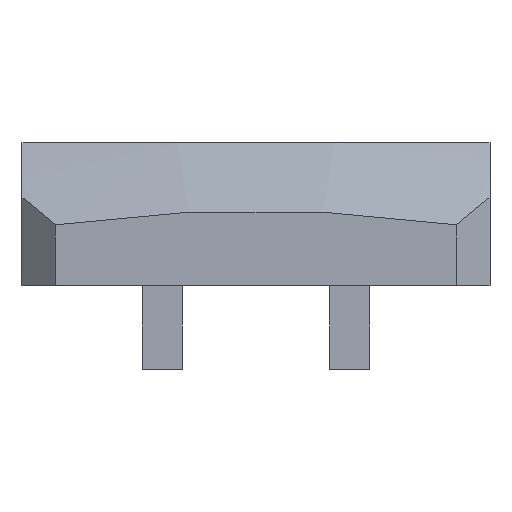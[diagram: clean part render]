
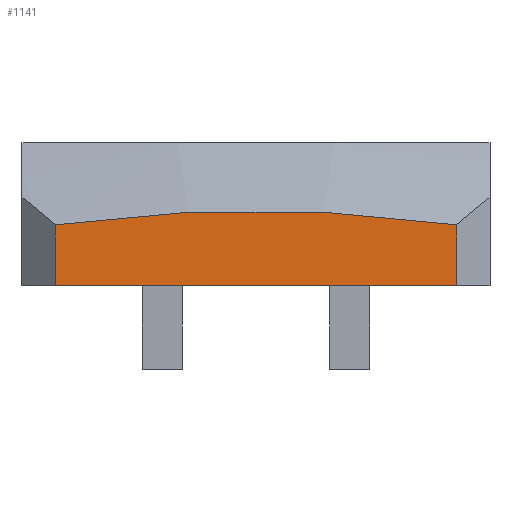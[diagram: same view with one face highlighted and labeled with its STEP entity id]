
A CAD part, front view. The second image highlights one B-rep face of the part: STEP entity #1141.
In plain terms, the highlighted planar face has unit normal (0, -1, 0).
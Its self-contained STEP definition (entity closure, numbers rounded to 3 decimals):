
#143 = SPHERICAL_SURFACE('',#144,60.);
#144 = AXIS2_PLACEMENT_3D('',#145,#146,#147);
#145 = CARTESIAN_POINT('',(32.5,22.176,-40.426));
#146 = DIRECTION('',(0.,0.,1.));
#147 = DIRECTION('',(1.,0.,0.));
#176 = PLANE('',#177);
#177 = AXIS2_PLACEMENT_3D('',#178,#179,#180);
#178 = CARTESIAN_POINT('',(26.,-19.5,0.));
#179 = DIRECTION('',(-0.707,-0.707,0.));
#180 = DIRECTION('',(-0.,-0.,-1.));
#204 = PLANE('',#205);
#205 = AXIS2_PLACEMENT_3D('',#206,#207,#208);
#206 = CARTESIAN_POINT('',(25.5,-20.,0.));
#207 = DIRECTION('',(0.,0.,1.));
#208 = DIRECTION('',(1.,0.,0.));
#487 = VERTEX_POINT('',#488);
#488 = CARTESIAN_POINT('',(26.5,-20.,0.));
#509 = EDGE_CURVE('',#487,#510,#512,.T.);
#510 = VERTEX_POINT('',#511);
#511 = CARTESIAN_POINT('',(38.5,-20.,0.));
#512 = SURFACE_CURVE('',#513,(#517,#524),.PCURVE_S1.);
#513 = LINE('',#514,#515);
#514 = CARTESIAN_POINT('',(25.5,-20.,0.));
#515 = VECTOR('',#516,1.);
#516 = DIRECTION('',(1.,0.,0.));
#517 = PCURVE('',#204,#518);
#518 = DEFINITIONAL_REPRESENTATION('',(#519),#523);
#519 = LINE('',#520,#521);
#520 = CARTESIAN_POINT('',(0.,0.));
#521 = VECTOR('',#522,1.);
#522 = DIRECTION('',(1.,0.));
#523 = ( GEOMETRIC_REPRESENTATION_CONTEXT(2) 
PARAMETRIC_REPRESENTATION_CONTEXT() REPRESENTATION_CONTEXT('2D SPACE',''
  ) );
#524 = PCURVE('',#525,#530);
#525 = PLANE('',#526);
#526 = AXIS2_PLACEMENT_3D('',#527,#528,#529);
#527 = CARTESIAN_POINT('',(25.5,-20.,0.));
#528 = DIRECTION('',(0.,1.,0.));
#529 = DIRECTION('',(0.,0.,1.));
#530 = DEFINITIONAL_REPRESENTATION('',(#531),#535);
#531 = LINE('',#532,#533);
#532 = CARTESIAN_POINT('',(0.,0.));
#533 = VECTOR('',#534,1.);
#534 = DIRECTION('',(0.,1.));
#535 = ( GEOMETRIC_REPRESENTATION_CONTEXT(2) 
PARAMETRIC_REPRESENTATION_CONTEXT() REPRESENTATION_CONTEXT('2D SPACE',''
  ) );
#553 = PLANE('',#554);
#554 = AXIS2_PLACEMENT_3D('',#555,#556,#557);
#555 = CARTESIAN_POINT('',(39.,-19.5,0.));
#556 = DIRECTION('',(-0.707,0.707,0.));
#557 = DIRECTION('',(-0.,-0.,-1.));
#865 = VERTEX_POINT('',#866);
#866 = CARTESIAN_POINT('',(26.5,-20.,1.825));
#895 = EDGE_CURVE('',#487,#865,#896,.T.);
#896 = SURFACE_CURVE('',#897,(#901,#908),.PCURVE_S1.);
#897 = LINE('',#898,#899);
#898 = CARTESIAN_POINT('',(26.5,-20.,0.));
#899 = VECTOR('',#900,1.);
#900 = DIRECTION('',(0.,0.,1.));
#901 = PCURVE('',#176,#902);
#902 = DEFINITIONAL_REPRESENTATION('',(#903),#907);
#903 = LINE('',#904,#905);
#904 = CARTESIAN_POINT('',(-0.,0.707));
#905 = VECTOR('',#906,1.);
#906 = DIRECTION('',(-1.,0.));
#907 = ( GEOMETRIC_REPRESENTATION_CONTEXT(2) 
PARAMETRIC_REPRESENTATION_CONTEXT() REPRESENTATION_CONTEXT('2D SPACE',''
  ) );
#908 = PCURVE('',#525,#909);
#909 = DEFINITIONAL_REPRESENTATION('',(#910),#914);
#910 = LINE('',#911,#912);
#911 = CARTESIAN_POINT('',(0.,1.));
#912 = VECTOR('',#913,1.);
#913 = DIRECTION('',(1.,0.));
#914 = ( GEOMETRIC_REPRESENTATION_CONTEXT(2) 
PARAMETRIC_REPRESENTATION_CONTEXT() REPRESENTATION_CONTEXT('2D SPACE',''
  ) );
#945 = EDGE_CURVE('',#865,#946,#948,.T.);
#946 = VERTEX_POINT('',#947);
#947 = CARTESIAN_POINT('',(38.5,-20.,1.825));
#948 = SURFACE_CURVE('',#949,(#954,#966),.PCURVE_S1.);
#949 = CIRCLE('',#950,42.675);
#950 = AXIS2_PLACEMENT_3D('',#951,#952,#953);
#951 = CARTESIAN_POINT('',(32.5,-20.,-40.426));
#952 = DIRECTION('',(0.,1.,0.));
#953 = DIRECTION('',(0.,-0.,1.));
#954 = PCURVE('',#143,#955);
#955 = DEFINITIONAL_REPRESENTATION('',(#956),#965);
#956 = B_SPLINE_CURVE_WITH_KNOTS('',7,(#957,#958,#959,#960,#961,#962,
    #963,#964),.UNSPECIFIED.,.F.,.F.,(8,8),(6.142,
    6.424),.PIECEWISE_BEZIER_KNOTS.);
#957 = CARTESIAN_POINT('',(4.571,0.781));
#958 = CARTESIAN_POINT('',(4.611,0.787));
#959 = CARTESIAN_POINT('',(4.651,0.791));
#960 = CARTESIAN_POINT('',(4.692,0.793));
#961 = CARTESIAN_POINT('',(4.733,0.793));
#962 = CARTESIAN_POINT('',(4.774,0.791));
#963 = CARTESIAN_POINT('',(4.814,0.787));
#964 = CARTESIAN_POINT('',(4.854,0.781));
#965 = ( GEOMETRIC_REPRESENTATION_CONTEXT(2) 
PARAMETRIC_REPRESENTATION_CONTEXT() REPRESENTATION_CONTEXT('2D SPACE',''
  ) );
#966 = PCURVE('',#525,#967);
#967 = DEFINITIONAL_REPRESENTATION('',(#968),#972);
#968 = CIRCLE('',#969,42.675);
#969 = AXIS2_PLACEMENT_2D('',#970,#971);
#970 = CARTESIAN_POINT('',(-40.426,7.));
#971 = DIRECTION('',(1.,0.));
#972 = ( GEOMETRIC_REPRESENTATION_CONTEXT(2) 
PARAMETRIC_REPRESENTATION_CONTEXT() REPRESENTATION_CONTEXT('2D SPACE',''
  ) );
#1141 = ADVANCED_FACE('',(#1142),#525,.F.);
#1142 = FACE_BOUND('',#1143,.F.);
#1143 = EDGE_LOOP('',(#1144,#1145,#1146,#1147));
#1144 = ORIENTED_EDGE('',*,*,#509,.F.);
#1145 = ORIENTED_EDGE('',*,*,#895,.T.);
#1146 = ORIENTED_EDGE('',*,*,#945,.T.);
#1147 = ORIENTED_EDGE('',*,*,#1148,.F.);
#1148 = EDGE_CURVE('',#510,#946,#1149,.T.);
#1149 = SURFACE_CURVE('',#1150,(#1154,#1161),.PCURVE_S1.);
#1150 = LINE('',#1151,#1152);
#1151 = CARTESIAN_POINT('',(38.5,-20.,0.));
#1152 = VECTOR('',#1153,1.);
#1153 = DIRECTION('',(0.,0.,1.));
#1154 = PCURVE('',#525,#1155);
#1155 = DEFINITIONAL_REPRESENTATION('',(#1156),#1160);
#1156 = LINE('',#1157,#1158);
#1157 = CARTESIAN_POINT('',(0.,13.));
#1158 = VECTOR('',#1159,1.);
#1159 = DIRECTION('',(1.,0.));
#1160 = ( GEOMETRIC_REPRESENTATION_CONTEXT(2) 
PARAMETRIC_REPRESENTATION_CONTEXT() REPRESENTATION_CONTEXT('2D SPACE',''
  ) );
#1161 = PCURVE('',#553,#1162);
#1162 = DEFINITIONAL_REPRESENTATION('',(#1163),#1167);
#1163 = LINE('',#1164,#1165);
#1164 = CARTESIAN_POINT('',(-0.,0.707));
#1165 = VECTOR('',#1166,1.);
#1166 = DIRECTION('',(-1.,0.));
#1167 = ( GEOMETRIC_REPRESENTATION_CONTEXT(2) 
PARAMETRIC_REPRESENTATION_CONTEXT() REPRESENTATION_CONTEXT('2D SPACE',''
  ) );
